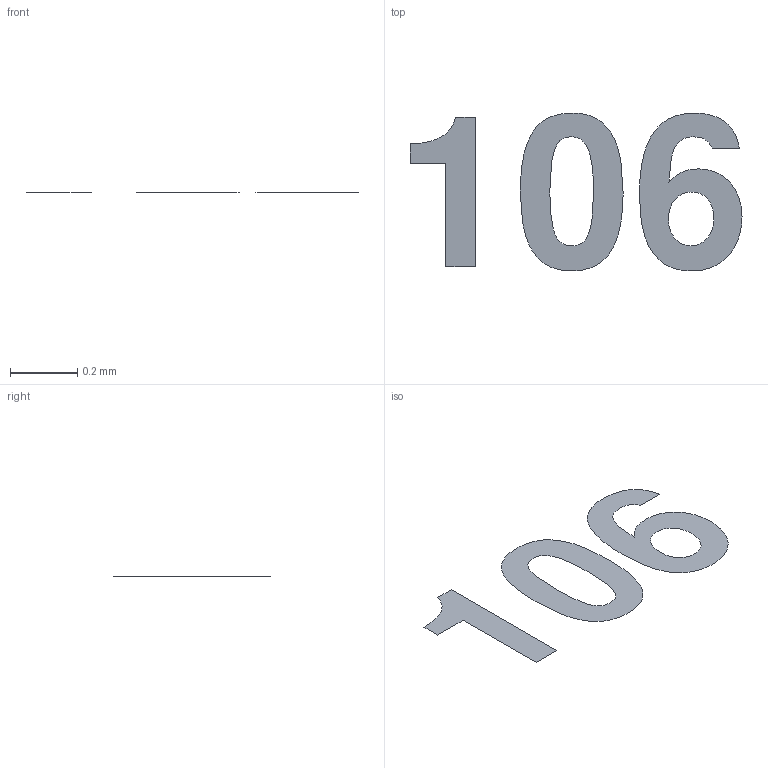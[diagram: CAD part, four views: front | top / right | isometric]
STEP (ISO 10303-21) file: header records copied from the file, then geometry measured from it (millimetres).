
FILE_DESCRIPTION(/* description */ (''),/* implementation_level */ '2;1');
FILE_NAME(/* name */ 'text-smd-CL21B106KOQNNNE.step',/* time_stamp */ '2023-04-26T14:57:41-07:00',/* author */ (''),/* organization */ (''),/* preprocessor_version */ 'ST-DEVELOPER v19.2',/* originating_system */ 'Autodesk Translation Framework v12.4.0.73',/* authorisation */ '');
FILE_SCHEMA (('AUTOMOTIVE_DESIGN { 1 0 10303 214 3 1 1 }'));
Length unit declared in the file: millimetre
Products named in the file (1): text-smd-CL21B106KOQNNNE
Bounding box: 0.99 x 0.47 x 0 mm (x, y, z)
Surface area: 0.2 mm2 (no closed solid volume)
Topology: 0 solids, 3 shells, 3 faces, 28 edges, 28 vertices
Faces by surface type: plane 3
Entity records: 335 total; most frequent: CARTESIAN_POINT 105, VERTEX_POINT 28, EDGE_CURVE 28, ORIENTED_EDGE 28, DIRECTION 27, B_SPLINE_CURVE_WITH_KNOTS 15, AXIS2_PLACEMENT_3D 10, LINE 7
